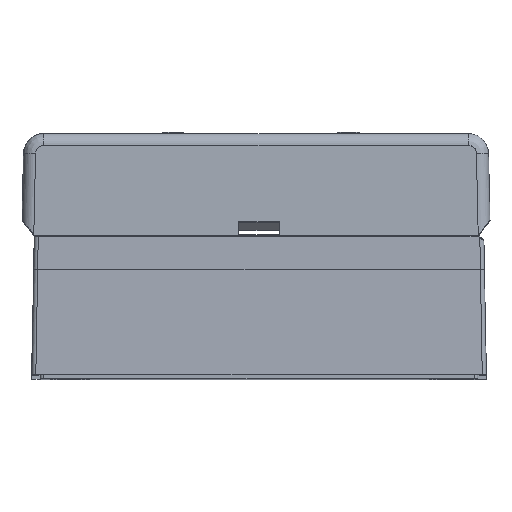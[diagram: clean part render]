
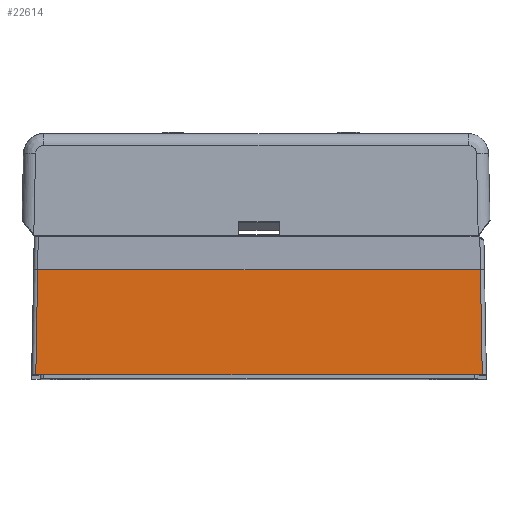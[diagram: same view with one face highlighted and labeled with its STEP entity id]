
A CAD part, top view. The second image highlights one B-rep face of the part: STEP entity #22614.
In plain terms, the highlighted planar face has unit normal (0, 0.018, 1).
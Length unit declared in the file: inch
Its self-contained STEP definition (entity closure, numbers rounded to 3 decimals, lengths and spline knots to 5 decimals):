
#3145 = LINE ( 'NONE', #50341, #62668 ) ;
#5657 = AXIS2_PLACEMENT_3D ( 'NONE', #43528, #8972, #49252 ) ;
#6338 = VERTEX_POINT ( 'NONE', #66426 ) ;
#8727 = PLANE ( 'NONE',  #5657 ) ;
#8972 = DIRECTION ( 'NONE',  ( 0., 0.017, 1. ) ) ;
#11164 = VERTEX_POINT ( 'NONE', #43426 ) ;
#11569 = CARTESIAN_POINT ( 'NONE',  ( -0.94742, 0.76645, 0.043 ) ) ;
#12074 = LINE ( 'NONE', #18223, #48990 ) ;
#13254 = VECTOR ( 'NONE', #38127, 39.37008 ) ;
#14910 = CARTESIAN_POINT ( 'NONE',  ( 1.27351, 0.24645, 0.05208 ) ) ;
#15866 = DIRECTION ( 'NONE',  ( -0.017, -1., 0.017 ) ) ;
#18223 = CARTESIAN_POINT ( 'NONE',  ( 1.25351, 0.24645, 0.05208 ) ) ;
#19949 = ORIENTED_EDGE ( 'NONE', *, *, #42288, .T. ) ;
#22251 = EDGE_CURVE ( 'NONE', #39110, #6338, #3145, .T. ) ;
#22614 = ADVANCED_FACE ( 'NONE', ( #65258 ), #8727, .T. ) ;
#23102 = ORIENTED_EDGE ( 'NONE', *, *, #22251, .T. ) ;
#23433 = ORIENTED_EDGE ( 'NONE', *, *, #63029, .T. ) ;
#27051 = EDGE_LOOP ( 'NONE', ( #66284, #19949, #23433, #23102 ) ) ;
#38127 = DIRECTION ( 'NONE',  ( 1., 0., 0. ) ) ;
#38271 = LINE ( 'NONE', #63246, #67051 ) ;
#39110 = VERTEX_POINT ( 'NONE', #11569 ) ;
#42288 = EDGE_CURVE ( 'NONE', #68400, #11164, #12074, .T. ) ;
#43426 = CARTESIAN_POINT ( 'NONE',  ( 1.24444, 0.76645, 0.043 ) ) ;
#43528 = CARTESIAN_POINT ( 'NONE',  ( 1.27351, 0.24645, 0.05208 ) ) ;
#48990 = VECTOR ( 'NONE', #64290, 39.37008 ) ;
#49252 = DIRECTION ( 'NONE',  ( 0., 1., -0.017 ) ) ;
#50341 = CARTESIAN_POINT ( 'NONE',  ( -0.94742, 0.76645, 0.043 ) ) ;
#57024 = EDGE_CURVE ( 'NONE', #6338, #68400, #59254, .T. ) ;
#59254 = LINE ( 'NONE', #14910, #13254 ) ;
#62668 = VECTOR ( 'NONE', #15866, 39.37008 ) ;
#63029 = EDGE_CURVE ( 'NONE', #11164, #39110, #38271, .T. ) ;
#63246 = CARTESIAN_POINT ( 'NONE',  ( 1.27351, 0.76645, 0.043 ) ) ;
#64290 = DIRECTION ( 'NONE',  ( -0.017, 1., -0.017 ) ) ;
#65258 = FACE_OUTER_BOUND ( 'NONE', #27051, .T. ) ;
#66284 = ORIENTED_EDGE ( 'NONE', *, *, #57024, .T. ) ;
#66426 = CARTESIAN_POINT ( 'NONE',  ( -0.95649, 0.24645, 0.05208 ) ) ;
#67051 = VECTOR ( 'NONE', #69120, 39.37008 ) ;
#68400 = VERTEX_POINT ( 'NONE', #69102 ) ;
#69102 = CARTESIAN_POINT ( 'NONE',  ( 1.25351, 0.24645, 0.05208 ) ) ;
#69120 = DIRECTION ( 'NONE',  ( -1., 0., 0. ) ) ;
